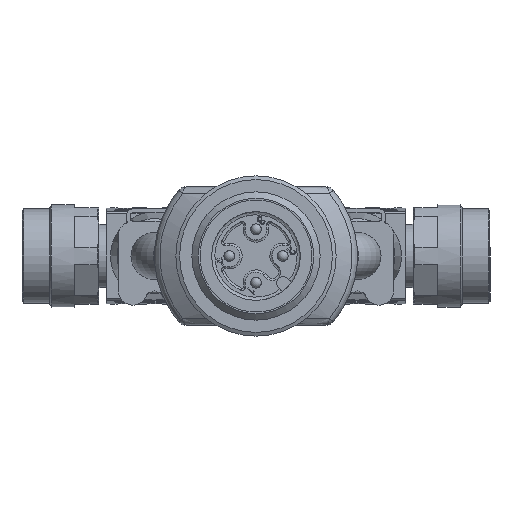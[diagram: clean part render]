
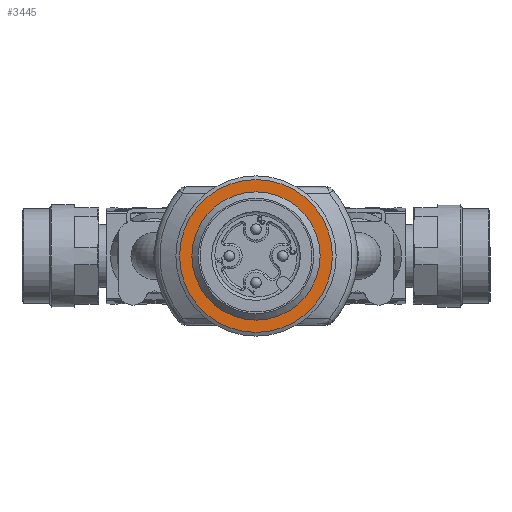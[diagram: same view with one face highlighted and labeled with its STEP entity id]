
A CAD part, front view. The second image highlights one B-rep face of the part: STEP entity #3445.
In plain terms, the highlighted planar face has unit normal (0, -1, 0).
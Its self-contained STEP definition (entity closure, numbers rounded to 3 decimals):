
#982=PLANE('',#13276);
#3445=ADVANCED_FACE('',(#4271,#4272),#982,.F.);
#4271=FACE_BOUND('',#4777,.T.);
#4272=FACE_BOUND('',#4778,.T.);
#4777=EDGE_LOOP('',(#6759));
#4778=EDGE_LOOP('',(#6760));
#6759=ORIENTED_EDGE('',*,*,#10940,.F.);
#6760=ORIENTED_EDGE('',*,*,#10939,.T.);
#9492=VERTEX_POINT('',#22308);
#9493=VERTEX_POINT('',#22311);
#10939=EDGE_CURVE('',#9492,#9492,#12332,.T.);
#10940=EDGE_CURVE('',#9493,#9493,#12333,.T.);
#12332=CIRCLE('',#13273,7.154);
#12333=CIRCLE('',#13275,6.);
#13273=AXIS2_PLACEMENT_3D('',#22307,#15563,#15564);
#13275=AXIS2_PLACEMENT_3D('',#22310,#15567,#15568);
#13276=AXIS2_PLACEMENT_3D('',#22312,#15569,#15570);
#15563=DIRECTION('',(0.,-1.,0.));
#15564=DIRECTION('',(0.5,0.,-0.866));
#15567=DIRECTION('',(0.,-1.,0.));
#15568=DIRECTION('',(0.5,0.,-0.866));
#15569=DIRECTION('',(0.,1.,0.));
#15570=DIRECTION('',(-0.5,0.,0.866));
#22307=CARTESIAN_POINT('',(67.686,-62.786,0.));
#22308=CARTESIAN_POINT('',(71.263,-62.786,-6.195));
#22310=CARTESIAN_POINT('',(67.686,-62.786,0.));
#22311=CARTESIAN_POINT('',(70.686,-62.786,-5.196));
#22312=CARTESIAN_POINT('',(73.881,-62.786,3.577));
